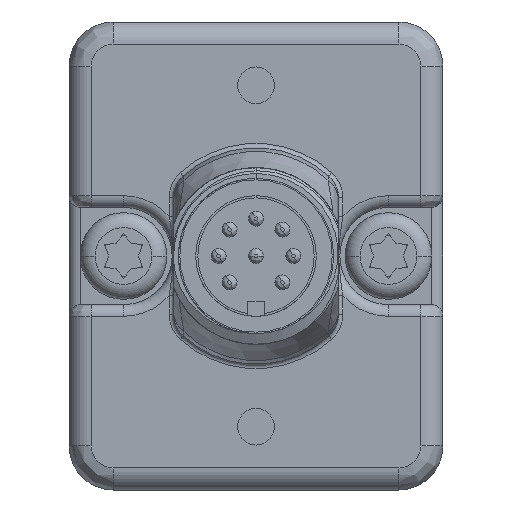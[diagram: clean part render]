
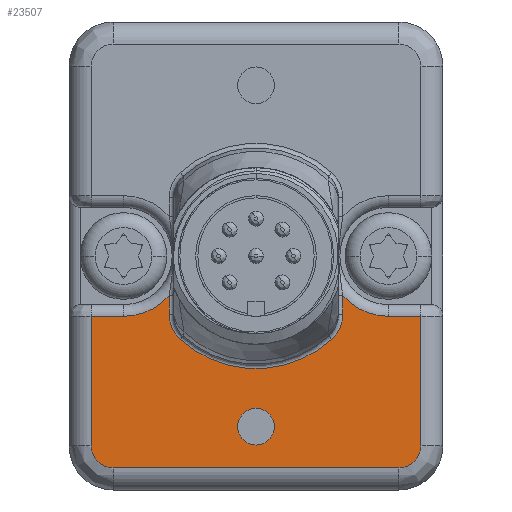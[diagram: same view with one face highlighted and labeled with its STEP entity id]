
A CAD part, front view. The second image highlights one B-rep face of the part: STEP entity #23507.
In plain terms, the highlighted planar face has unit normal (0, -1, 0).
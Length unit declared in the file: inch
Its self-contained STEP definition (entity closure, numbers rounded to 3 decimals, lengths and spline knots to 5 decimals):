
#3425=CARTESIAN_POINT('',(0.23228,-8.07087,
0.52034));
#7343=DIRECTION('',(0.,0.,-1.));
#7344=VECTOR('',#7343,0.05017);
#7345=CARTESIAN_POINT('',(0.23228,-8.07087,
0.52034));
#7346=LINE('',#7345,#7344);
#7347=CARTESIAN_POINT('',(0.35433,-8.07087,
0.62598));
#7348=DIRECTION('',(0.,1.,0.));
#7349=DIRECTION('',(0.,0.,-1.));
#7350=AXIS2_PLACEMENT_3D('',#7347,#7348,#7349);
#7352=DIRECTION('',(-1.,0.,0.));
#7353=VECTOR('',#7352,0.08661);
#7354=CARTESIAN_POINT('',(0.44094,-8.07087,
0.46457));
#7355=LINE('',#7354,#7353);
#7356=DIRECTION('',(0.,0.,1.));
#7357=VECTOR('',#7356,0.34646);
#7358=CARTESIAN_POINT('',(0.44094,-8.07087,
0.11811));
#7359=LINE('',#7358,#7357);
#7360=CARTESIAN_POINT('',(0.38189,-8.07087,
0.11811));
#7361=DIRECTION('',(0.,-1.,0.));
#7362=DIRECTION('',(0.,0.,-1.));
#7363=AXIS2_PLACEMENT_3D('',#7360,#7361,#7362);
#7365=DIRECTION('',(1.,0.,0.));
#7366=VECTOR('',#7365,0.76378);
#7367=CARTESIAN_POINT('',(-0.38189,-8.07087,
0.05906));
#7368=LINE('',#7367,#7366);
#7369=CARTESIAN_POINT('',(-0.38189,-8.07087,
0.11811));
#7370=DIRECTION('',(0.,-1.,0.));
#7371=DIRECTION('',(-1.,0.,0.));
#7372=AXIS2_PLACEMENT_3D('',#7369,#7370,#7371);
#7374=DIRECTION('',(0.,0.,-1.));
#7375=VECTOR('',#7374,0.34646);
#7376=CARTESIAN_POINT('',(-0.44094,-8.07087,
0.46457));
#7377=LINE('',#7376,#7375);
#7378=DIRECTION('',(-1.,0.,0.));
#7379=VECTOR('',#7378,0.08661);
#7380=CARTESIAN_POINT('',(-0.35433,-8.07087,
0.46457));
#7381=LINE('',#7380,#7379);
#7382=CARTESIAN_POINT('',(-0.35433,-8.07087,
0.62598));
#7383=DIRECTION('',(0.,1.,0.));
#7384=DIRECTION('',(0.756,0.,-0.654));
#7385=AXIS2_PLACEMENT_3D('',#7382,#7383,#7384);
#7387=DIRECTION('',(0.,0.,1.));
#7388=VECTOR('',#7387,0.05017);
#7389=CARTESIAN_POINT('',(-0.23228,-8.07087,
0.47017));
#7390=LINE('',#7389,#7388);
#7391=CARTESIAN_POINT('',(-0.14173,-8.07087,
0.47017));
#7392=DIRECTION('',(0.,1.,0.));
#7393=DIRECTION('',(-0.673,0.,-0.74));
#7394=AXIS2_PLACEMENT_3D('',#7391,#7392,#7393);
#7396=CARTESIAN_POINT('',(0.,-8.07087,0.62598));
#7397=DIRECTION('',(0.,1.,0.));
#7398=DIRECTION('',(0.673,0.,-0.74));
#7399=AXIS2_PLACEMENT_3D('',#7396,#7397,#7398);
#7401=CARTESIAN_POINT('',(0.14173,-8.07087,
0.47017));
#7402=DIRECTION('',(0.,1.,0.));
#7403=DIRECTION('',(1.,0.,0.));
#7404=AXIS2_PLACEMENT_3D('',#7401,#7402,#7403);
#7406=CARTESIAN_POINT('',(0.,-8.07087,0.16929));
#7407=DIRECTION('',(0.,-1.,0.));
#7408=DIRECTION('',(-1.,0.,0.));
#7409=AXIS2_PLACEMENT_3D('',#7406,#7407,#7408);
#7411=CARTESIAN_POINT('',(0.,-8.07087,0.16929));
#7412=DIRECTION('',(0.,-1.,0.));
#7413=DIRECTION('',(1.,0.,0.));
#7414=AXIS2_PLACEMENT_3D('',#7411,#7412,#7413);
#14000=CARTESIAN_POINT('',(0.38189,-8.07087,
0.05906));
#14001=CARTESIAN_POINT('',(0.44094,-8.07087,
0.11811));
#14002=VERTEX_POINT('',#14000);
#14003=VERTEX_POINT('',#14001);
#14008=CARTESIAN_POINT('',(-0.38189,-8.07087,
0.05906));
#14009=VERTEX_POINT('',#14008);
#14012=CARTESIAN_POINT('',(-0.44094,-8.07087,
0.11811));
#14013=VERTEX_POINT('',#14012);
#14024=CARTESIAN_POINT('',(0.44094,-8.07087,
0.46457));
#14025=VERTEX_POINT('',#14024);
#14028=CARTESIAN_POINT('',(0.35433,-8.07087,
0.46457));
#14029=VERTEX_POINT('',#14028);
#14056=CARTESIAN_POINT('',(-0.44094,-8.07087,
0.46457));
#14057=VERTEX_POINT('',#14056);
#14060=CARTESIAN_POINT('',(-0.35433,-8.07087,
0.46457));
#14061=VERTEX_POINT('',#14060);
#14117=VERTEX_POINT('',#3425);
#14120=CARTESIAN_POINT('',(0.23228,-8.07087,
0.47017));
#14121=VERTEX_POINT('',#14120);
#14124=CARTESIAN_POINT('',(0.20266,-8.07087,
0.40319));
#14125=VERTEX_POINT('',#14124);
#14128=CARTESIAN_POINT('',(-0.20266,-8.07087,
0.40319));
#14129=VERTEX_POINT('',#14128);
#14132=CARTESIAN_POINT('',(-0.23228,-8.07087,
0.47017));
#14133=VERTEX_POINT('',#14132);
#14136=CARTESIAN_POINT('',(-0.23228,-8.07087,
0.52034));
#14137=VERTEX_POINT('',#14136);
#14631=CARTESIAN_POINT('',(-0.049,-8.07087,0.16929));
#14632=CARTESIAN_POINT('',(0.049,-8.07087,0.16929));
#14633=VERTEX_POINT('',#14631);
#14634=VERTEX_POINT('',#14632);
#23470=CARTESIAN_POINT('',(0.,-8.07087,0.));
#23471=DIRECTION('',(0.,-1.,0.));
#23472=DIRECTION('',(1.,0.,0.));
#23473=AXIS2_PLACEMENT_3D('',#23470,#23471,#23472);
#23474=PLANE('',#23473);
#23475=ORIENTED_EDGE('',*,*,#23464,.F.);
#23476=ORIENTED_EDGE('',*,*,#20778,.F.);
#23478=ORIENTED_EDGE('',*,*,#23477,.F.);
#23480=ORIENTED_EDGE('',*,*,#23479,.F.);
#23482=ORIENTED_EDGE('',*,*,#23481,.F.);
#23484=ORIENTED_EDGE('',*,*,#23483,.F.);
#23486=ORIENTED_EDGE('',*,*,#23485,.F.);
#23488=ORIENTED_EDGE('',*,*,#23487,.F.);
#23490=ORIENTED_EDGE('',*,*,#23489,.F.);
#23492=ORIENTED_EDGE('',*,*,#23491,.F.);
#23494=ORIENTED_EDGE('',*,*,#23493,.F.);
#23496=ORIENTED_EDGE('',*,*,#23495,.F.);
#23497=ORIENTED_EDGE('',*,*,#23423,.F.);
#23498=ORIENTED_EDGE('',*,*,#23439,.F.);
#23499=EDGE_LOOP('',(#23475,#23476,#23478,#23480,#23482,#23484,#23486,#23488,
#23490,#23492,#23494,#23496,#23497,#23498));
#23500=FACE_OUTER_BOUND('',#23499,.F.);
#23502=ORIENTED_EDGE('',*,*,#23501,.T.);
#23504=ORIENTED_EDGE('',*,*,#23503,.T.);
#23505=EDGE_LOOP('',(#23502,#23504));
#23506=FACE_BOUND('',#23505,.F.);
#23507=ADVANCED_FACE('',(#23500,#23506),#23474,.T.);
#7351=CIRCLE('',#7350,0.16142);
#7364=CIRCLE('',#7363,0.05906);
#7373=CIRCLE('',#7372,0.05906);
#7386=CIRCLE('',#7385,0.16142);
#7395=CIRCLE('',#7394,0.09055);
#7400=CIRCLE('',#7399,0.30118);
#7405=CIRCLE('',#7404,0.09055);
#7410=CIRCLE('',#7409,0.049);
#7415=CIRCLE('',#7414,0.049);
#20778=EDGE_CURVE('',#14029,#14117,#7351,.T.);
#23423=EDGE_CURVE('',#14125,#14129,#7400,.T.);
#23439=EDGE_CURVE('',#14121,#14125,#7405,.T.);
#23464=EDGE_CURVE('',#14117,#14121,#7346,.T.);
#23477=EDGE_CURVE('',#14025,#14029,#7355,.T.);
#23479=EDGE_CURVE('',#14003,#14025,#7359,.T.);
#23481=EDGE_CURVE('',#14002,#14003,#7364,.T.);
#23483=EDGE_CURVE('',#14009,#14002,#7368,.T.);
#23485=EDGE_CURVE('',#14013,#14009,#7373,.T.);
#23487=EDGE_CURVE('',#14057,#14013,#7377,.T.);
#23489=EDGE_CURVE('',#14061,#14057,#7381,.T.);
#23491=EDGE_CURVE('',#14137,#14061,#7386,.T.);
#23493=EDGE_CURVE('',#14133,#14137,#7390,.T.);
#23495=EDGE_CURVE('',#14129,#14133,#7395,.T.);
#23501=EDGE_CURVE('',#14633,#14634,#7410,.T.);
#23503=EDGE_CURVE('',#14634,#14633,#7415,.T.);
